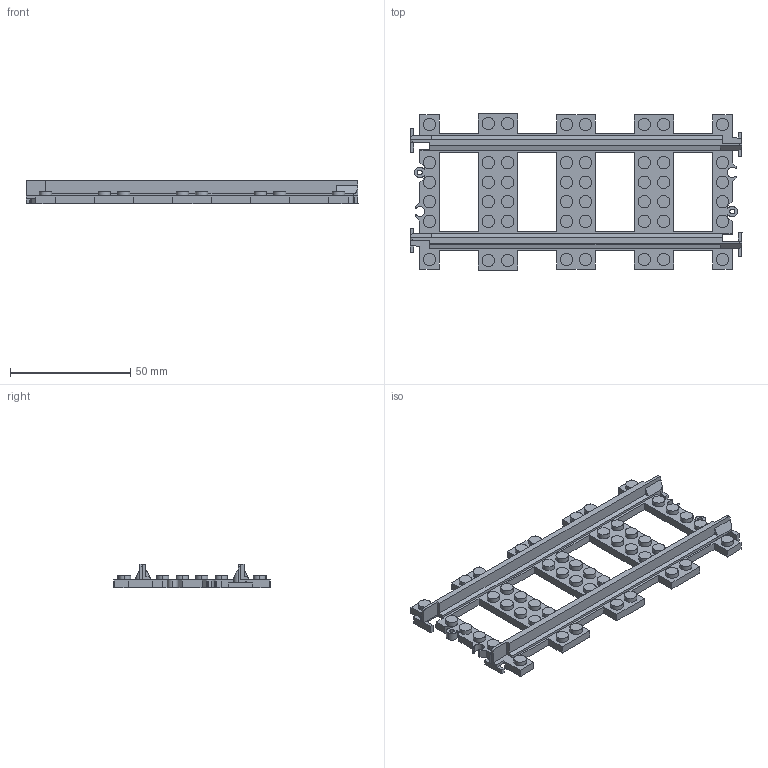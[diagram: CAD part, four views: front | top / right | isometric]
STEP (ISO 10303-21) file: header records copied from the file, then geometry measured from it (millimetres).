
FILE_DESCRIPTION(('STEP AP214'),'1');
FILE_NAME('Lego Track Straight w support.stp','2012-06-20T21:33:59',(' '),(' '),'Spatial InterOp 3D',' ',' ');
FILE_SCHEMA(('automotive_design'));
Length unit declared in the file: millimetre
Products named in the file (1): Assembly 138
Bounding box: 138.1 x 65 x 9.74 mm (x, y, z)
Volume: 16795.5 mm3; surface area: 22016.2 mm2
Topology: 1 solids, 1 shells, 570 faces, 1555 edges, 1058 vertices
Faces by surface type: plane 442, cylinder 128
Entity records: 22643 total; most frequent: CARTESIAN_POINT 3186, ORIENTED_EDGE 3110, DIRECTION 3029, EDGE_CURVE 1555, LINE 1219, VECTOR 1219, VERTEX_POINT 1058, AXIS2_PLACEMENT_3D 905
